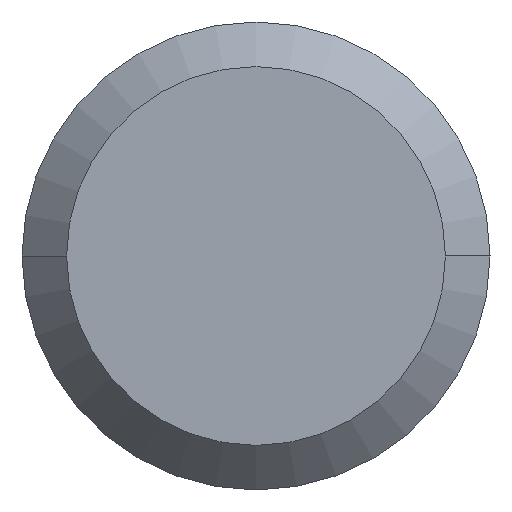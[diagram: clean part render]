
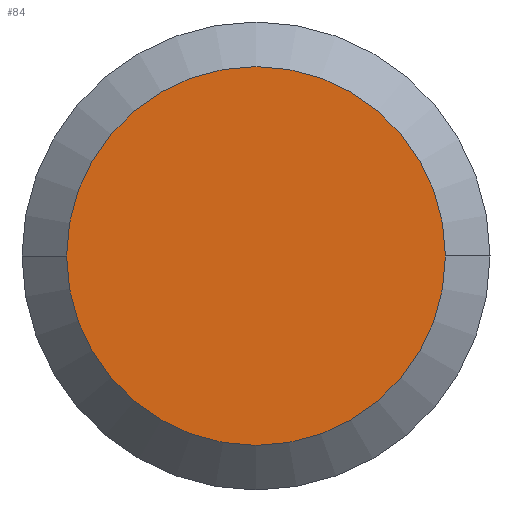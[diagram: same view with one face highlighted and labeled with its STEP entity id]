
A CAD part, left-side view. The second image highlights one B-rep face of the part: STEP entity #84.
In plain terms, the highlighted planar face has unit normal (-1, 0, 0).
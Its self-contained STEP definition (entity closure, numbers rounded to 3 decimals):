
#1 = CIRCLE ( 'NONE', #262, 3.238 ) ;
#20 = EDGE_LOOP ( 'NONE', ( #101, #54 ) ) ;
#32 = DIRECTION ( 'NONE',  ( -1., 0., 0. ) ) ;
#44 = DIRECTION ( 'NONE',  ( 1., 0., 0. ) ) ;
#54 = ORIENTED_EDGE ( 'NONE', *, *, #256, .F. ) ;
#84 = ADVANCED_FACE ( 'NONE', ( #337 ), #326, .T. ) ;
#101 = ORIENTED_EDGE ( 'NONE', *, *, #387, .F. ) ;
#116 = AXIS2_PLACEMENT_3D ( 'NONE', #249, #44, #330 ) ;
#173 = DIRECTION ( 'NONE',  ( 0., -1., 0. ) ) ;
#174 = CARTESIAN_POINT ( 'NONE',  ( 0., -3.238, 0. ) ) ;
#181 = DIRECTION ( 'NONE',  ( 1., 0., 0. ) ) ;
#195 = VERTEX_POINT ( 'NONE', #304 ) ;
#249 = CARTESIAN_POINT ( 'NONE',  ( 0., 0., 0. ) ) ;
#256 = EDGE_CURVE ( 'NONE', #300, #195, #1, .T. ) ;
#262 = AXIS2_PLACEMENT_3D ( 'NONE', #277, #181, #302 ) ;
#277 = CARTESIAN_POINT ( 'NONE',  ( 0., 0., 0. ) ) ;
#299 = CIRCLE ( 'NONE', #116, 3.238 ) ;
#300 = VERTEX_POINT ( 'NONE', #174 ) ;
#302 = DIRECTION ( 'NONE',  ( 0., 1., 0. ) ) ;
#304 = CARTESIAN_POINT ( 'NONE',  ( 0., 3.238, 0. ) ) ;
#315 = AXIS2_PLACEMENT_3D ( 'NONE', #394, #32, #173 ) ;
#326 = PLANE ( 'NONE',  #315 ) ;
#330 = DIRECTION ( 'NONE',  ( 0., 1., 0. ) ) ;
#337 = FACE_OUTER_BOUND ( 'NONE', #20, .T. ) ;
#387 = EDGE_CURVE ( 'NONE', #195, #300, #299, .T. ) ;
#394 = CARTESIAN_POINT ( 'NONE',  ( 0., 0., 0. ) ) ;
